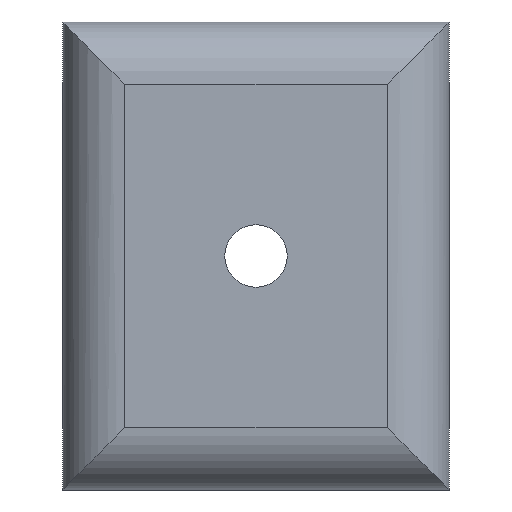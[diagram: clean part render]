
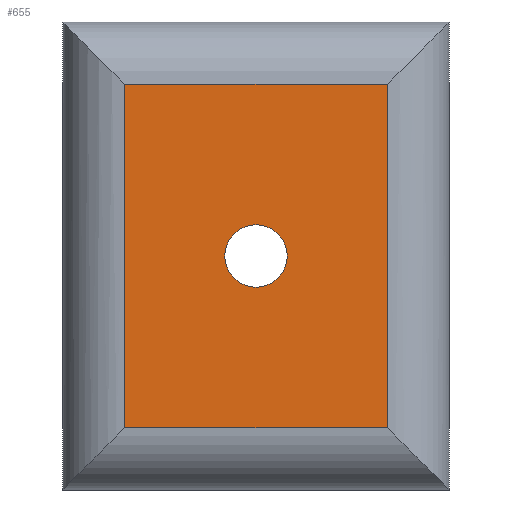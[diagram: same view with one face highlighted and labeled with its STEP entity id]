
A CAD part, left-side view. The second image highlights one B-rep face of the part: STEP entity #655.
In plain terms, the highlighted planar face has unit normal (-1, 0, 0).
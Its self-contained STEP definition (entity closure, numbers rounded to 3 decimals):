
#8 = DIRECTION ( 'NONE',  ( 0., 0., 1. ) ) ;
#30 = VECTOR ( 'NONE', #8, 1000. ) ;
#73 = EDGE_LOOP ( 'NONE', ( #1216, #466, #942, #274 ) ) ;
#123 = DIRECTION ( 'NONE',  ( 0., 0., 1. ) ) ;
#124 = LINE ( 'NONE', #604, #690 ) ;
#129 = CARTESIAN_POINT ( 'NONE',  ( 0., 25., 32.5 ) ) ;
#135 = VECTOR ( 'NONE', #161, 1000. ) ;
#161 = DIRECTION ( 'NONE',  ( 0., -1., 0. ) ) ;
#196 = AXIS2_PLACEMENT_3D ( 'NONE', #860, #305, #588 ) ;
#223 = CARTESIAN_POINT ( 'NONE',  ( 0., 25., 37.5 ) ) ;
#263 = DIRECTION ( 'NONE',  ( -1., 0., 0. ) ) ;
#274 = ORIENTED_EDGE ( 'NONE', *, *, #494, .T. ) ;
#305 = DIRECTION ( 'NONE',  ( 1., 0., 0. ) ) ;
#321 = VERTEX_POINT ( 'NONE', #1127 ) ;
#391 = ORIENTED_EDGE ( 'NONE', *, *, #899, .F. ) ;
#405 = ORIENTED_EDGE ( 'NONE', *, *, #1058, .F. ) ;
#410 = VERTEX_POINT ( 'NONE', #759 ) ;
#461 = CARTESIAN_POINT ( 'NONE',  ( 0., 4., 10. ) ) ;
#462 = AXIS2_PLACEMENT_3D ( 'NONE', #1211, #263, #728 ) ;
#466 = ORIENTED_EDGE ( 'NONE', *, *, #1122, .T. ) ;
#494 = EDGE_CURVE ( 'NONE', #972, #321, #857, .T. ) ;
#513 = CIRCLE ( 'NONE', #1206, 5. ) ;
#514 = CIRCLE ( 'NONE', #462, 5. ) ;
#520 = EDGE_CURVE ( 'NONE', #321, #624, #124, .T. ) ;
#575 = VERTEX_POINT ( 'NONE', #1212 ) ;
#588 = DIRECTION ( 'NONE',  ( 0., 0., -1. ) ) ;
#600 = CARTESIAN_POINT ( 'NONE',  ( 0., 46., 75. ) ) ;
#604 = CARTESIAN_POINT ( 'NONE',  ( 0., 0., 65. ) ) ;
#624 = VERTEX_POINT ( 'NONE', #905 ) ;
#655 = ADVANCED_FACE ( 'NONE', ( #919, #1130 ), #952, .F. ) ;
#690 = VECTOR ( 'NONE', #883, 1000. ) ;
#728 = DIRECTION ( 'NONE',  ( 0., 0., 1. ) ) ;
#759 = CARTESIAN_POINT ( 'NONE',  ( 0., 25., 42.5 ) ) ;
#767 = VECTOR ( 'NONE', #1079, 1000. ) ;
#777 = DIRECTION ( 'NONE',  ( -1., 0., 0. ) ) ;
#857 = LINE ( 'NONE', #1184, #30 ) ;
#860 = CARTESIAN_POINT ( 'NONE',  ( 0., 0., 75. ) ) ;
#883 = DIRECTION ( 'NONE',  ( 0., 1., 0. ) ) ;
#899 = EDGE_CURVE ( 'NONE', #954, #410, #513, .T. ) ;
#905 = CARTESIAN_POINT ( 'NONE',  ( 0., 46., 65. ) ) ;
#919 = FACE_OUTER_BOUND ( 'NONE', #73, .T. ) ;
#942 = ORIENTED_EDGE ( 'NONE', *, *, #1089, .T. ) ;
#952 = PLANE ( 'NONE',  #196 ) ;
#954 = VERTEX_POINT ( 'NONE', #129 ) ;
#972 = VERTEX_POINT ( 'NONE', #461 ) ;
#1008 = LINE ( 'NONE', #1018, #135 ) ;
#1018 = CARTESIAN_POINT ( 'NONE',  ( 0., -6., 10. ) ) ;
#1037 = EDGE_LOOP ( 'NONE', ( #405, #391 ) ) ;
#1058 = EDGE_CURVE ( 'NONE', #410, #954, #514, .T. ) ;
#1079 = DIRECTION ( 'NONE',  ( 0., 0., -1. ) ) ;
#1089 = EDGE_CURVE ( 'NONE', #575, #972, #1008, .T. ) ;
#1122 = EDGE_CURVE ( 'NONE', #624, #575, #1157, .T. ) ;
#1127 = CARTESIAN_POINT ( 'NONE',  ( 0., 4., 65. ) ) ;
#1130 = FACE_BOUND ( 'NONE', #1037, .T. ) ;
#1157 = LINE ( 'NONE', #600, #767 ) ;
#1184 = CARTESIAN_POINT ( 'NONE',  ( 0., 4., 75. ) ) ;
#1206 = AXIS2_PLACEMENT_3D ( 'NONE', #223, #777, #123 ) ;
#1211 = CARTESIAN_POINT ( 'NONE',  ( 0., 25., 37.5 ) ) ;
#1212 = CARTESIAN_POINT ( 'NONE',  ( 0., 46., 10. ) ) ;
#1216 = ORIENTED_EDGE ( 'NONE', *, *, #520, .T. ) ;
